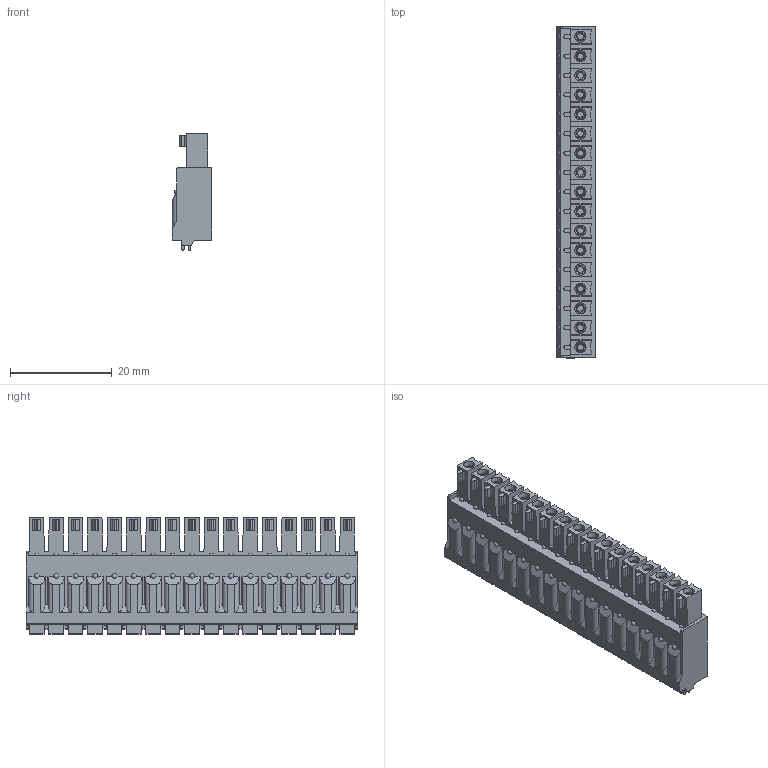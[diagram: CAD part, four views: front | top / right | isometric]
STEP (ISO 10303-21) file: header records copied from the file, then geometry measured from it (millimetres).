
FILE_DESCRIPTION((''),'2;1');
FILE_NAME('TLPS-107-04P-X','2024-09-20T',('sheji'),(''),'PRO/ENGINEER BY PARAMETRIC TECHNOLOGY CORPORATION, 2015240','PRO/ENGINEER BY PARAMETRIC TECHNOLOGY CORPORATION, 2015240','');
FILE_SCHEMA(('CONFIG_CONTROL_DESIGN'));
Length unit declared in the file: millimetre
Products named in the file (1): TLPS-107-04P-X
Bounding box: 7.75 x 65.16 x 22.9 mm (x, y, z)
Volume: 7735.5 mm3; surface area: 5850.1 mm2
Topology: 1 solids, 1 shells, 1095 faces, 3039 edges, 1996 vertices
Faces by surface type: plane 543, cylinder 382, cone 102, torus 34, sphere 34
Entity records: 35765 total; most frequent: CARTESIAN_POINT 7016, DIRECTION 6175, ORIENTED_EDGE 6010, EDGE_CURVE 3005, AXIS2_PLACEMENT_3D 2211, VERTEX_POINT 1996, VECTOR 1753, LINE 1753
